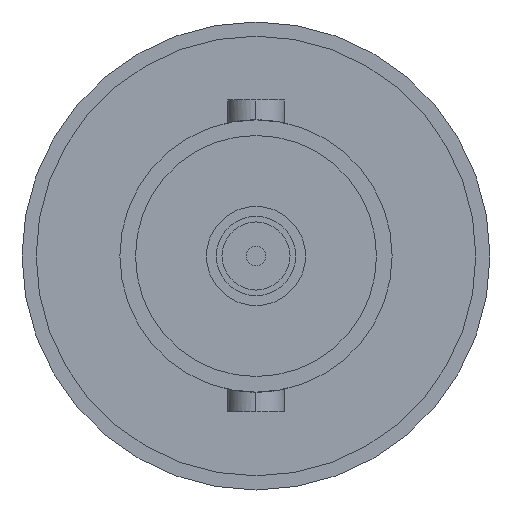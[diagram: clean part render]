
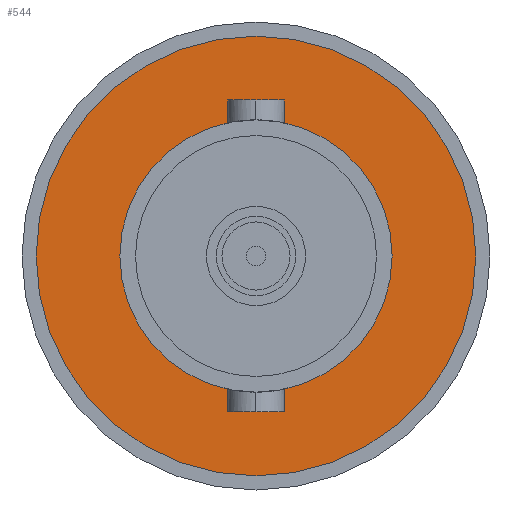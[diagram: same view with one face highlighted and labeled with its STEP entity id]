
A CAD part, left-side view. The second image highlights one B-rep face of the part: STEP entity #544.
In plain terms, the highlighted planar face has unit normal (-1, 0, 0).
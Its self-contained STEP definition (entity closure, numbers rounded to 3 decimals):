
#25 = VERTEX_POINT ( 'NONE', #70 ) ;
#28 = PLANE ( 'NONE',  #775 ) ;
#70 = CARTESIAN_POINT ( 'NONE',  ( 39.455, 130.092, 16. ) ) ;
#115 = ORIENTED_EDGE ( 'NONE', *, *, #988, .T. ) ;
#206 = DIRECTION ( 'NONE',  ( 1., 0., 0. ) ) ;
#211 = ORIENTED_EDGE ( 'NONE', *, *, #969, .T. ) ;
#214 = CARTESIAN_POINT ( 'NONE',  ( 39.455, 122.342, 16. ) ) ;
#249 = CIRCLE ( 'NONE', #795, 7.75 ) ;
#354 = DIRECTION ( 'NONE',  ( 0., 0., 1. ) ) ;
#402 = CARTESIAN_POINT ( 'NONE',  ( 39.455, 122.342, 16. ) ) ;
#544 = ADVANCED_FACE ( 'NONE', ( #1191, #793 ), #28, .T. ) ;
#571 = DIRECTION ( 'NONE',  ( -1., 0., 0. ) ) ;
#611 = CARTESIAN_POINT ( 'NONE',  ( 39.455, 122.342, 16. ) ) ;
#641 = ORIENTED_EDGE ( 'NONE', *, *, #1747, .F. ) ;
#643 = CARTESIAN_POINT ( 'NONE',  ( 39.455, 114.592, 16. ) ) ;
#670 = CIRCLE ( 'NONE', #999, 4.8 ) ;
#678 = CARTESIAN_POINT ( 'NONE',  ( 39.455, 122.342, 16. ) ) ;
#694 = ORIENTED_EDGE ( 'NONE', *, *, #954, .F. ) ;
#761 = DIRECTION ( 'NONE',  ( 0., 1., 0. ) ) ;
#775 = AXIS2_PLACEMENT_3D ( 'NONE', #402, #571, #1498 ) ;
#793 = FACE_BOUND ( 'NONE', #1231, .T. ) ;
#795 = AXIS2_PLACEMENT_3D ( 'NONE', #611, #1654, #761 ) ;
#824 = DIRECTION ( 'NONE',  ( 0., 1., 0. ) ) ;
#890 = AXIS2_PLACEMENT_3D ( 'NONE', #214, #1229, #354 ) ;
#954 = EDGE_CURVE ( 'NONE', #25, #1647, #249, .T. ) ;
#969 = EDGE_CURVE ( 'NONE', #1006, #1023, #670, .T. ) ;
#988 = EDGE_CURVE ( 'NONE', #1023, #1006, #1520, .T. ) ;
#999 = AXIS2_PLACEMENT_3D ( 'NONE', #1078, #206, #1222 ) ;
#1006 = VERTEX_POINT ( 'NONE', #1239 ) ;
#1023 = VERTEX_POINT ( 'NONE', #1097 ) ;
#1078 = CARTESIAN_POINT ( 'NONE',  ( 39.455, 122.342, 16. ) ) ;
#1097 = CARTESIAN_POINT ( 'NONE',  ( 39.455, 122.342, 20.8 ) ) ;
#1191 = FACE_OUTER_BOUND ( 'NONE', #1230, .T. ) ;
#1222 = DIRECTION ( 'NONE',  ( 0., 0., 1. ) ) ;
#1229 = DIRECTION ( 'NONE',  ( 1., 0., 0. ) ) ;
#1230 = EDGE_LOOP ( 'NONE', ( #694, #641 ) ) ;
#1231 = EDGE_LOOP ( 'NONE', ( #115, #211 ) ) ;
#1239 = CARTESIAN_POINT ( 'NONE',  ( 39.455, 122.342, 11.2 ) ) ;
#1498 = DIRECTION ( 'NONE',  ( 0., -1., 0. ) ) ;
#1520 = CIRCLE ( 'NONE', #890, 4.8 ) ;
#1577 = CIRCLE ( 'NONE', #1648, 7.75 ) ;
#1647 = VERTEX_POINT ( 'NONE', #643 ) ;
#1648 = AXIS2_PLACEMENT_3D ( 'NONE', #678, #1707, #824 ) ;
#1654 = DIRECTION ( 'NONE',  ( 1., 0., 0. ) ) ;
#1707 = DIRECTION ( 'NONE',  ( 1., 0., 0. ) ) ;
#1747 = EDGE_CURVE ( 'NONE', #1647, #25, #1577, .T. ) ;
